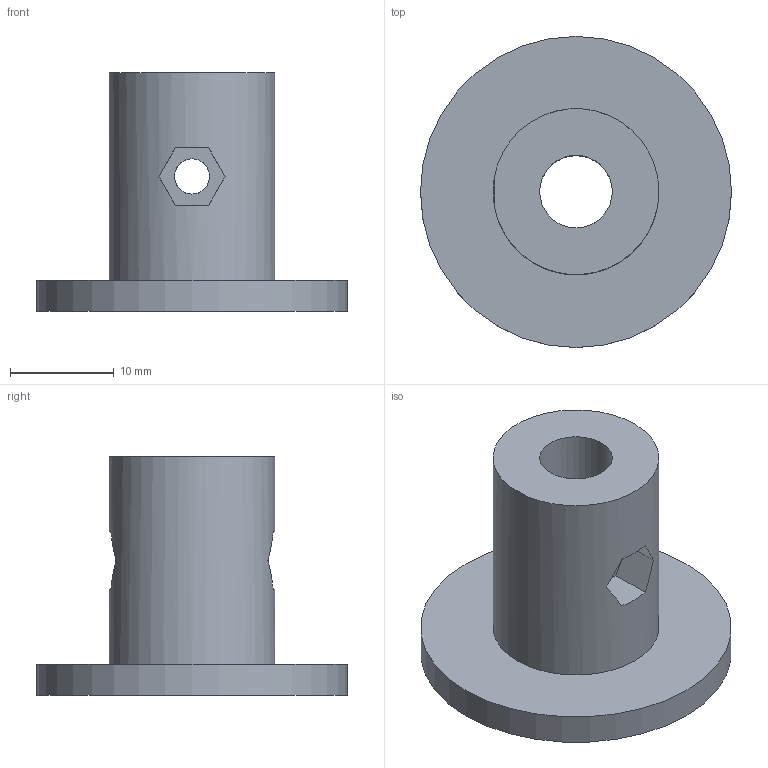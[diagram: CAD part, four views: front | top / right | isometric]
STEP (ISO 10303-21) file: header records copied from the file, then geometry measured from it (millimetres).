
FILE_DESCRIPTION(('FreeCAD Model'),'2;1');
FILE_NAME('wheel_lock_exagonal.step','2018-03-22T19:38:18',('Author'),(''), 'Open CASCADE STEP processor 7.1','FreeCAD','Unknown');
FILE_SCHEMA(('AUTOMOTIVE_DESIGN { 1 0 10303 214 1 1 1 1 }'));
Length unit declared in the file: millimetre
Products named in the file (1): final_cut
Bounding box: 30 x 30 x 23 mm (x, y, z)
Volume: 5041.3 mm3; surface area: 3250.6 mm2
Topology: 1 solids, 1 shells, 25 faces, 58 edges, 38 vertices
Faces by surface type: plane 18, cylinder 7
Full cylindrical faces by diameter (mm): 3.4 x2, 7 x3, 16 x1, 30 x1
Entity records: 2167 total; most frequent: CARTESIAN_POINT 935, DIRECTION 233, ORIENTED_EDGE 116, PCURVE 116, DEFINITIONAL_REPRESENTATION 116, LINE 114, VECTOR 114, EDGE_CURVE 58
